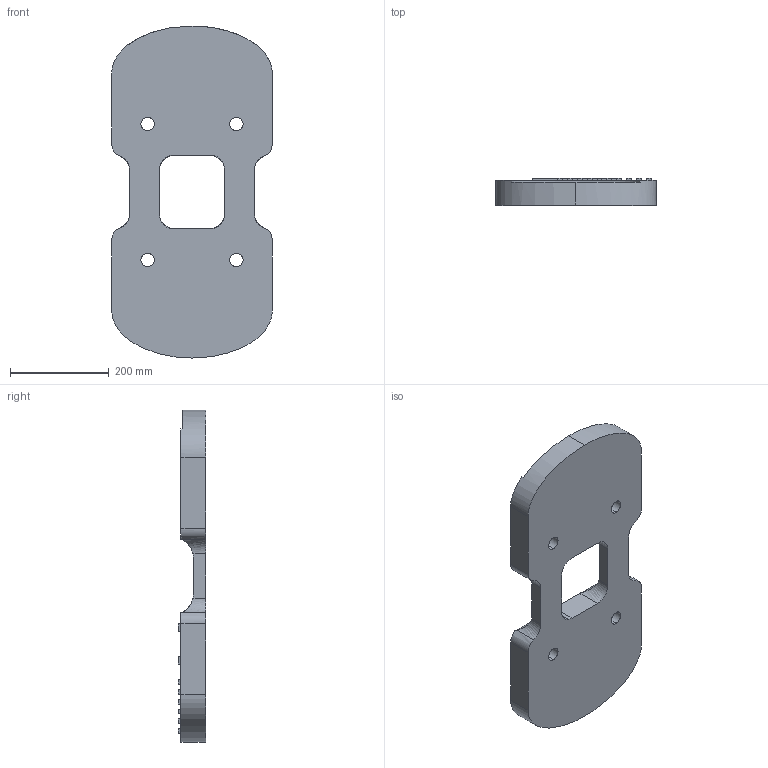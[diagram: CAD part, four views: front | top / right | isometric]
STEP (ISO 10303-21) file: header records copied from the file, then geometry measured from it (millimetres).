
FILE_DESCRIPTION ((), '1');
FILE_NAME ('PickTest.stp', '2020-11-22T09:17:21', ('Unknown'), ('Unknown'), 'HarmonyWare STEP v1.4.3', 'HarmonyWare Translators', '');
FILE_SCHEMA (('CONFIG_CONTROL_DESIGN'));
Length unit declared in the file: centimetre
Products named in the file (1): Sketch-0: Fillet2
Bounding box: 325.27 x 55 x 673.33 mm (x, y, z)
Volume: 8088063.9 mm3; surface area: 508433.5 mm2
Topology: 1 solids, 1 shells, 271 faces, 730 edges, 486 vertices
Faces by surface type: bspline 271
Entity records: 8670 total; most frequent: CARTESIAN_POINT 4110, ORIENTED_EDGE 1460, EDGE_CURVE 730, B_SPLINE_CURVE_WITH_KNOTS 666, VERTEX_POINT 486, EDGE_LOOP 306, FACE_OUTER_BOUND 271, ADVANCED_FACE 271
